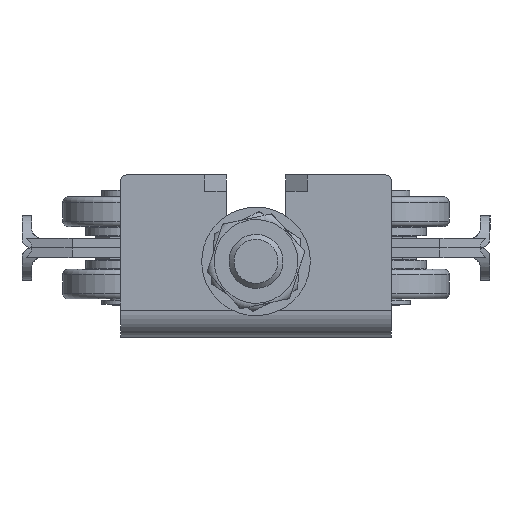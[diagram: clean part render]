
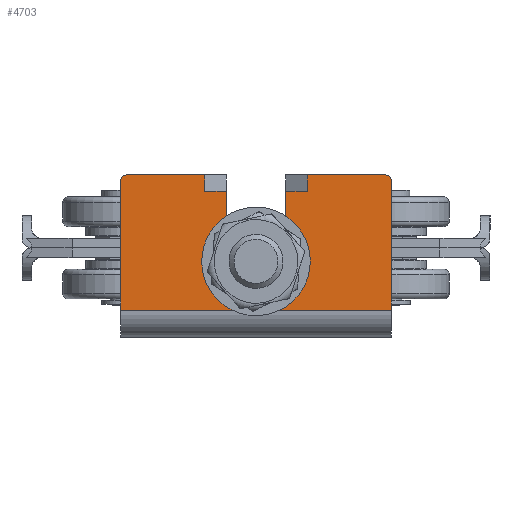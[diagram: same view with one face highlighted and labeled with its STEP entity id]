
A CAD part, front view. The second image highlights one B-rep face of the part: STEP entity #4703.
In plain terms, the highlighted planar face has unit normal (0, -1, 0).
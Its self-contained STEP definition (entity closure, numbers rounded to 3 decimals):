
#333=PLANE('',#5400);
#675=LINE('',#8498,#1074);
#679=LINE('',#8506,#1078);
#680=LINE('',#8508,#1079);
#681=LINE('',#8510,#1080);
#682=LINE('',#8514,#1081);
#683=LINE('',#8516,#1082);
#684=LINE('',#8518,#1083);
#685=LINE('',#8520,#1084);
#686=LINE('',#8524,#1085);
#687=LINE('',#8526,#1086);
#688=LINE('',#8527,#1087);
#1074=VECTOR('',#6563,10.);
#1078=VECTOR('',#6569,10.);
#1079=VECTOR('',#6570,10.);
#1080=VECTOR('',#6571,10.);
#1081=VECTOR('',#6574,10.);
#1082=VECTOR('',#6575,10.);
#1083=VECTOR('',#6576,10.);
#1084=VECTOR('',#6577,10.);
#1085=VECTOR('',#6580,10.);
#1086=VECTOR('',#6581,10.);
#1087=VECTOR('',#6582,10.);
#1508=FACE_OUTER_BOUND('',#1800,.T.);
#1800=EDGE_LOOP('',(#4213,#4214,#4215,#4216,#4217,#4218,#4219,#4220,#4221,
#4222,#4223,#4224,#4225,#4226));
#2011=CIRCLE('',#5398,1.);
#2012=CIRCLE('',#5401,1.);
#2013=CIRCLE('',#5402,5.5);
#2414=VERTEX_POINT('',#8491);
#2415=VERTEX_POINT('',#8493);
#2416=VERTEX_POINT('',#8497);
#2419=VERTEX_POINT('',#8505);
#2420=VERTEX_POINT('',#8507);
#2421=VERTEX_POINT('',#8509);
#2422=VERTEX_POINT('',#8511);
#2423=VERTEX_POINT('',#8513);
#2424=VERTEX_POINT('',#8515);
#2425=VERTEX_POINT('',#8517);
#2426=VERTEX_POINT('',#8519);
#2427=VERTEX_POINT('',#8521);
#2428=VERTEX_POINT('',#8523);
#2429=VERTEX_POINT('',#8525);
#3030=EDGE_CURVE('',#2414,#2415,#2011,.T.);
#3032=EDGE_CURVE('',#2416,#2415,#675,.T.);
#3036=EDGE_CURVE('',#2419,#2414,#679,.T.);
#3037=EDGE_CURVE('',#2419,#2420,#680,.T.);
#3038=EDGE_CURVE('',#2420,#2421,#681,.T.);
#3039=EDGE_CURVE('',#2422,#2421,#2012,.T.);
#3040=EDGE_CURVE('',#2422,#2423,#682,.T.);
#3041=EDGE_CURVE('',#2424,#2423,#683,.T.);
#3042=EDGE_CURVE('',#2424,#2425,#684,.T.);
#3043=EDGE_CURVE('',#2425,#2426,#685,.T.);
#3044=EDGE_CURVE('',#2426,#2427,#2013,.T.);
#3045=EDGE_CURVE('',#2427,#2428,#686,.T.);
#3046=EDGE_CURVE('',#2428,#2429,#687,.T.);
#3047=EDGE_CURVE('',#2429,#2416,#688,.T.);
#4213=ORIENTED_EDGE('',*,*,#3030,.F.);
#4214=ORIENTED_EDGE('',*,*,#3036,.F.);
#4215=ORIENTED_EDGE('',*,*,#3037,.T.);
#4216=ORIENTED_EDGE('',*,*,#3038,.T.);
#4217=ORIENTED_EDGE('',*,*,#3039,.F.);
#4218=ORIENTED_EDGE('',*,*,#3040,.T.);
#4219=ORIENTED_EDGE('',*,*,#3041,.F.);
#4220=ORIENTED_EDGE('',*,*,#3042,.T.);
#4221=ORIENTED_EDGE('',*,*,#3043,.T.);
#4222=ORIENTED_EDGE('',*,*,#3044,.T.);
#4223=ORIENTED_EDGE('',*,*,#3045,.T.);
#4224=ORIENTED_EDGE('',*,*,#3046,.T.);
#4225=ORIENTED_EDGE('',*,*,#3047,.T.);
#4226=ORIENTED_EDGE('',*,*,#3032,.T.);
#4703=ADVANCED_FACE('',(#1508),#333,.T.);
#5398=AXIS2_PLACEMENT_3D('',#8494,#6558,#6559);
#5400=AXIS2_PLACEMENT_3D('',#8504,#6567,#6568);
#5401=AXIS2_PLACEMENT_3D('',#8512,#6572,#6573);
#5402=AXIS2_PLACEMENT_3D('',#8522,#6578,#6579);
#6558=DIRECTION('center_axis',(0.,1.,0.));
#6559=DIRECTION('ref_axis',(-0.707,0.,-0.707));
#6563=DIRECTION('',(0.,0.,-1.));
#6567=DIRECTION('center_axis',(0.,-1.,0.));
#6568=DIRECTION('ref_axis',(0.,0.,-1.));
#6569=DIRECTION('',(-1.,0.,0.));
#6570=DIRECTION('',(0.,0.,1.));
#6571=DIRECTION('',(-1.,0.,0.));
#6572=DIRECTION('center_axis',(0.,1.,0.));
#6573=DIRECTION('ref_axis',(-0.707,0.,0.707));
#6574=DIRECTION('',(0.,0.,-1.));
#6575=DIRECTION('',(-1.,0.,0.));
#6576=DIRECTION('',(0.,0.,-1.));
#6577=DIRECTION('',(1.,0.,0.));
#6578=DIRECTION('center_axis',(0.,1.,0.));
#6579=DIRECTION('ref_axis',(-1.,0.,0.));
#6580=DIRECTION('',(-1.,0.,0.));
#6581=DIRECTION('',(0.,0.,-1.));
#6582=DIRECTION('',(-1.,0.,0.));
#8491=CARTESIAN_POINT('',(44.128,181.119,0.));
#8493=CARTESIAN_POINT('',(43.128,181.119,1.));
#8494=CARTESIAN_POINT('Origin',(44.128,181.119,1.));
#8497=CARTESIAN_POINT('',(43.128,181.119,15.5));
#8498=CARTESIAN_POINT('',(43.128,181.119,0.));
#8504=CARTESIAN_POINT('Origin',(68.128,181.119,0.));
#8505=CARTESIAN_POINT('',(68.128,181.119,0.));
#8506=CARTESIAN_POINT('',(68.128,181.119,0.));
#8507=CARTESIAN_POINT('',(68.128,181.119,50.));
#8508=CARTESIAN_POINT('',(68.128,181.119,0.));
#8509=CARTESIAN_POINT('',(44.128,181.119,50.));
#8510=CARTESIAN_POINT('',(46.128,181.119,50.));
#8511=CARTESIAN_POINT('',(43.128,181.119,49.));
#8512=CARTESIAN_POINT('Origin',(44.128,181.119,49.));
#8513=CARTESIAN_POINT('',(43.128,181.119,34.5));
#8514=CARTESIAN_POINT('',(43.128,181.119,30.5));
#8515=CARTESIAN_POINT('',(46.128,181.119,34.5));
#8516=CARTESIAN_POINT('',(46.128,181.119,34.5));
#8517=CARTESIAN_POINT('',(46.128,181.119,30.5));
#8518=CARTESIAN_POINT('',(46.128,181.119,20.125));
#8519=CARTESIAN_POINT('',(59.128,181.119,30.5));
#8520=CARTESIAN_POINT('',(63.628,181.119,30.5));
#8521=CARTESIAN_POINT('',(59.128,181.119,19.5));
#8522=CARTESIAN_POINT('Origin',(59.128,181.119,25.));
#8523=CARTESIAN_POINT('',(46.128,181.119,19.5));
#8524=CARTESIAN_POINT('',(55.628,181.119,19.5));
#8525=CARTESIAN_POINT('',(46.128,181.119,15.5));
#8526=CARTESIAN_POINT('',(46.128,181.119,4.875));
#8527=CARTESIAN_POINT('',(46.128,181.119,15.5));
